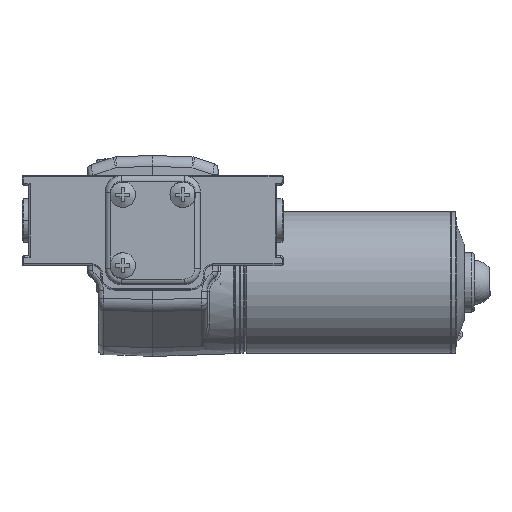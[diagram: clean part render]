
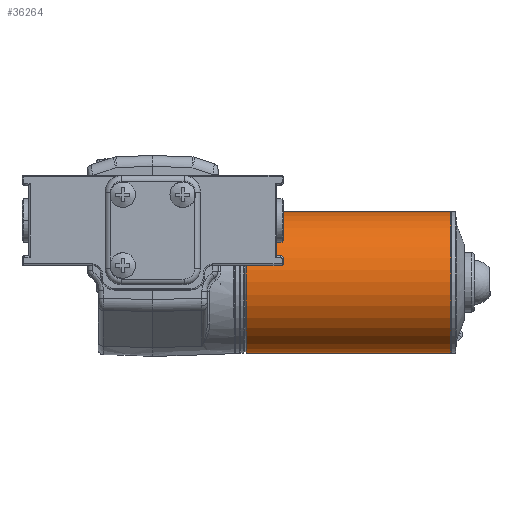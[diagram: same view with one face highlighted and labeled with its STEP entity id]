
A CAD part, top view. The second image highlights one B-rep face of the part: STEP entity #36264.
In plain terms, the highlighted cylindrical face has radius 26 mm (diameter 52 mm), a partial arc.
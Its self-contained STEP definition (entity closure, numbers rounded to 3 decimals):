
#1020 = DIRECTION ( 'NONE',  ( 0., 1., 0. ) ) ;
#1717 = DIRECTION ( 'NONE',  ( 1., 0., 0. ) ) ;
#2406 = FACE_OUTER_BOUND ( 'NONE', #24471, .T. ) ;
#2593 = EDGE_CURVE ( 'NONE', #24920, #18496, #43150, .T. ) ;
#3145 = CARTESIAN_POINT ( 'NONE',  ( 34.376, 3.473, 0. ) ) ;
#3241 = VERTEX_POINT ( 'NONE', #9633 ) ;
#4539 = LINE ( 'NONE', #23035, #18037 ) ;
#8062 = CARTESIAN_POINT ( 'NONE',  ( 34.376, -22.527, 0. ) ) ;
#9633 = CARTESIAN_POINT ( 'NONE',  ( 34.376, -48.527, 0. ) ) ;
#10418 = CARTESIAN_POINT ( 'NONE',  ( 109.376, -22.527, 0. ) ) ;
#11541 = VECTOR ( 'NONE', #24612, 1000. ) ;
#11661 = DIRECTION ( 'NONE',  ( 0., 1., 0. ) ) ;
#14590 = AXIS2_PLACEMENT_3D ( 'NONE', #10418, #23230, #17511 ) ;
#17511 = DIRECTION ( 'NONE',  ( 0., 1., 0. ) ) ;
#18037 = VECTOR ( 'NONE', #43887, 1000. ) ;
#18462 = CIRCLE ( 'NONE', #40650, 26. ) ;
#18496 = VERTEX_POINT ( 'NONE', #31395 ) ;
#22818 = ORIENTED_EDGE ( 'NONE', *, *, #24009, .F. ) ;
#23035 = CARTESIAN_POINT ( 'NONE',  ( 123.876, -48.527, 0. ) ) ;
#23230 = DIRECTION ( 'NONE',  ( 1., 0., 0. ) ) ;
#24009 = EDGE_CURVE ( 'NONE', #41968, #24920, #28949, .T. ) ;
#24074 = AXIS2_PLACEMENT_3D ( 'NONE', #36002, #1717, #1020 ) ;
#24471 = EDGE_LOOP ( 'NONE', ( #42804, #43692, #28782, #22818 ) ) ;
#24612 = DIRECTION ( 'NONE',  ( 1., 0., 0. ) ) ;
#24920 = VERTEX_POINT ( 'NONE', #43782 ) ;
#25354 = CARTESIAN_POINT ( 'NONE',  ( 123.876, 3.473, 0. ) ) ;
#28782 = ORIENTED_EDGE ( 'NONE', *, *, #2593, .F. ) ;
#28949 = LINE ( 'NONE', #25354, #11541 ) ;
#30201 = CYLINDRICAL_SURFACE ( 'NONE', #24074, 26. ) ;
#31395 = CARTESIAN_POINT ( 'NONE',  ( 109.376, -48.527, 0. ) ) ;
#36002 = CARTESIAN_POINT ( 'NONE',  ( 123.876, -22.527, 0. ) ) ;
#36264 = ADVANCED_FACE ( 'NONE', ( #2406 ), #30201, .T. ) ;
#36722 = DIRECTION ( 'NONE',  ( 1., 0., 0. ) ) ;
#38047 = EDGE_CURVE ( 'NONE', #41968, #3241, #18462, .T. ) ;
#40225 = EDGE_CURVE ( 'NONE', #3241, #18496, #4539, .T. ) ;
#40650 = AXIS2_PLACEMENT_3D ( 'NONE', #8062, #36722, #11661 ) ;
#41968 = VERTEX_POINT ( 'NONE', #3145 ) ;
#42804 = ORIENTED_EDGE ( 'NONE', *, *, #38047, .T. ) ;
#43150 = CIRCLE ( 'NONE', #14590, 26. ) ;
#43692 = ORIENTED_EDGE ( 'NONE', *, *, #40225, .T. ) ;
#43782 = CARTESIAN_POINT ( 'NONE',  ( 109.376, 3.473, 0. ) ) ;
#43887 = DIRECTION ( 'NONE',  ( 1., 0., 0. ) ) ;
